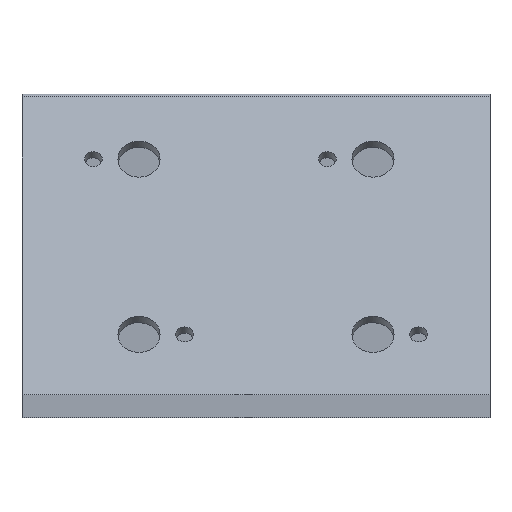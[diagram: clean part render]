
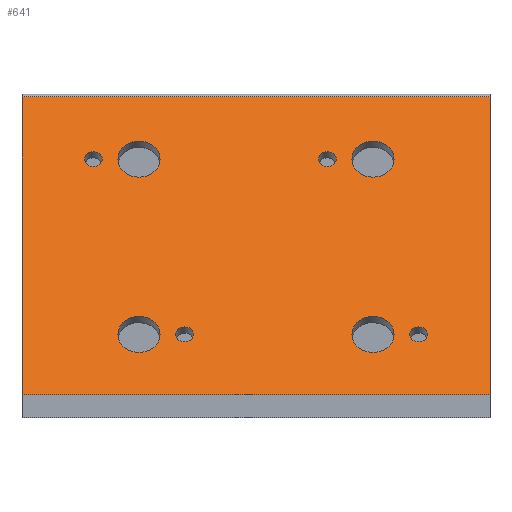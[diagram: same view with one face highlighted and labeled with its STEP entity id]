
A CAD part, top view. The second image highlights one B-rep face of the part: STEP entity #641.
In plain terms, the highlighted planar face has unit normal (0, 0.515, 0.857).
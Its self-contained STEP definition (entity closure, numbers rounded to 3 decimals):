
#181 = VERTEX_POINT('',#182);
#182 = CARTESIAN_POINT('',(-40.,24.015,24.291));
#189 = EDGE_CURVE('',#181,#190,#192,.T.);
#190 = VERTEX_POINT('',#191);
#191 = CARTESIAN_POINT('',(-40.,-26.931,54.901));
#192 = LINE('',#193,#194);
#193 = CARTESIAN_POINT('',(-40.,24.5,24.));
#194 = VECTOR('',#195,1.);
#195 = DIRECTION('',(0.,-0.857,0.515));
#263 = VERTEX_POINT('',#264);
#264 = CARTESIAN_POINT('',(40.,24.015,24.291));
#271 = EDGE_CURVE('',#263,#272,#274,.T.);
#272 = VERTEX_POINT('',#273);
#273 = CARTESIAN_POINT('',(40.,-26.931,54.901));
#274 = LINE('',#275,#276);
#275 = CARTESIAN_POINT('',(40.,24.5,24.));
#276 = VECTOR('',#277,1.);
#277 = DIRECTION('',(0.,-0.857,0.515));
#629 = EDGE_CURVE('',#181,#263,#630,.T.);
#630 = LINE('',#631,#632);
#631 = CARTESIAN_POINT('',(-40.,24.015,24.291));
#632 = VECTOR('',#633,1.);
#633 = DIRECTION('',(1.,0.,0.));
#641 = ADVANCED_FACE('',(#642,#653,#664,#675,#686,#697,#708,#719,#730),
  #741,.F.);
#642 = FACE_BOUND('',#643,.F.);
#643 = EDGE_LOOP('',(#644,#645,#646,#647));
#644 = ORIENTED_EDGE('',*,*,#189,.F.);
#645 = ORIENTED_EDGE('',*,*,#629,.T.);
#646 = ORIENTED_EDGE('',*,*,#271,.T.);
#647 = ORIENTED_EDGE('',*,*,#648,.F.);
#648 = EDGE_CURVE('',#190,#272,#649,.T.);
#649 = LINE('',#650,#651);
#650 = CARTESIAN_POINT('',(-40.,-26.931,54.901));
#651 = VECTOR('',#652,1.);
#652 = DIRECTION('',(1.,0.,0.));
#653 = FACE_BOUND('',#654,.F.);
#654 = EDGE_LOOP('',(#655));
#655 = ORIENTED_EDGE('',*,*,#656,.T.);
#656 = EDGE_CURVE('',#657,#657,#659,.T.);
#657 = VERTEX_POINT('',#658);
#658 = CARTESIAN_POINT('',(20.,10.271,32.549));
#659 = CIRCLE('',#660,3.6);
#660 = AXIS2_PLACEMENT_3D('',#661,#662,#663);
#661 = CARTESIAN_POINT('',(20.,13.357,30.695));
#662 = DIRECTION('',(0.,0.515,0.857)
  );
#663 = DIRECTION('',(0.,-0.857,0.515)
  );
#664 = FACE_BOUND('',#665,.F.);
#665 = EDGE_LOOP('',(#666));
#666 = ORIENTED_EDGE('',*,*,#667,.T.);
#667 = EDGE_CURVE('',#668,#668,#670,.T.);
#668 = VERTEX_POINT('',#669);
#669 = CARTESIAN_POINT('',(12.2,12.071,31.468));
#670 = CIRCLE('',#671,1.5);
#671 = AXIS2_PLACEMENT_3D('',#672,#673,#674);
#672 = CARTESIAN_POINT('',(12.2,13.357,30.695));
#673 = DIRECTION('',(0.,0.515,0.857)
  );
#674 = DIRECTION('',(0.,-0.857,0.515)
  );
#675 = FACE_BOUND('',#676,.F.);
#676 = EDGE_LOOP('',(#677));
#677 = ORIENTED_EDGE('',*,*,#678,.T.);
#678 = EDGE_CURVE('',#679,#679,#681,.T.);
#679 = VERTEX_POINT('',#680);
#680 = CARTESIAN_POINT('',(27.8,-17.931,49.493));
#681 = CIRCLE('',#682,1.5);
#682 = AXIS2_PLACEMENT_3D('',#683,#684,#685);
#683 = CARTESIAN_POINT('',(27.8,-16.645,48.721));
#684 = DIRECTION('',(0.,0.515,0.857)
  );
#685 = DIRECTION('',(0.,-0.857,0.515)
  );
#686 = FACE_BOUND('',#687,.F.);
#687 = EDGE_LOOP('',(#688));
#688 = ORIENTED_EDGE('',*,*,#689,.T.);
#689 = EDGE_CURVE('',#690,#690,#692,.T.);
#690 = VERTEX_POINT('',#691);
#691 = CARTESIAN_POINT('',(20.,-19.731,50.575));
#692 = CIRCLE('',#693,3.6);
#693 = AXIS2_PLACEMENT_3D('',#694,#695,#696);
#694 = CARTESIAN_POINT('',(20.,-16.645,48.721));
#695 = DIRECTION('',(0.,0.515,0.857)
  );
#696 = DIRECTION('',(0.,-0.857,0.515)
  );
#697 = FACE_BOUND('',#698,.F.);
#698 = EDGE_LOOP('',(#699));
#699 = ORIENTED_EDGE('',*,*,#700,.T.);
#700 = EDGE_CURVE('',#701,#701,#703,.T.);
#701 = VERTEX_POINT('',#702);
#702 = CARTESIAN_POINT('',(-20.,10.271,32.549));
#703 = CIRCLE('',#704,3.6);
#704 = AXIS2_PLACEMENT_3D('',#705,#706,#707);
#705 = CARTESIAN_POINT('',(-20.,13.357,30.695));
#706 = DIRECTION('',(0.,0.515,0.857)
  );
#707 = DIRECTION('',(0.,-0.857,0.515)
  );
#708 = FACE_BOUND('',#709,.F.);
#709 = EDGE_LOOP('',(#710));
#710 = ORIENTED_EDGE('',*,*,#711,.T.);
#711 = EDGE_CURVE('',#712,#712,#714,.T.);
#712 = VERTEX_POINT('',#713);
#713 = CARTESIAN_POINT('',(-27.8,12.071,31.468));
#714 = CIRCLE('',#715,1.5);
#715 = AXIS2_PLACEMENT_3D('',#716,#717,#718);
#716 = CARTESIAN_POINT('',(-27.8,13.357,30.695));
#717 = DIRECTION('',(0.,0.515,0.857)
  );
#718 = DIRECTION('',(0.,-0.857,0.515)
  );
#719 = FACE_BOUND('',#720,.F.);
#720 = EDGE_LOOP('',(#721));
#721 = ORIENTED_EDGE('',*,*,#722,.T.);
#722 = EDGE_CURVE('',#723,#723,#725,.T.);
#723 = VERTEX_POINT('',#724);
#724 = CARTESIAN_POINT('',(-12.2,-17.931,49.493));
#725 = CIRCLE('',#726,1.5);
#726 = AXIS2_PLACEMENT_3D('',#727,#728,#729);
#727 = CARTESIAN_POINT('',(-12.2,-16.645,48.721));
#728 = DIRECTION('',(0.,0.515,0.857)
  );
#729 = DIRECTION('',(0.,-0.857,0.515)
  );
#730 = FACE_BOUND('',#731,.F.);
#731 = EDGE_LOOP('',(#732));
#732 = ORIENTED_EDGE('',*,*,#733,.T.);
#733 = EDGE_CURVE('',#734,#734,#736,.T.);
#734 = VERTEX_POINT('',#735);
#735 = CARTESIAN_POINT('',(-20.,-19.731,50.575));
#736 = CIRCLE('',#737,3.6);
#737 = AXIS2_PLACEMENT_3D('',#738,#739,#740);
#738 = CARTESIAN_POINT('',(-20.,-16.645,48.721));
#739 = DIRECTION('',(0.,0.515,0.857)
  );
#740 = DIRECTION('',(0.,-0.857,0.515)
  );
#741 = PLANE('',#742);
#742 = AXIS2_PLACEMENT_3D('',#743,#744,#745);
#743 = CARTESIAN_POINT('',(-40.,24.5,24.));
#744 = DIRECTION('',(0.,-0.515,-0.857));
#745 = DIRECTION('',(0.,-0.857,0.515));
